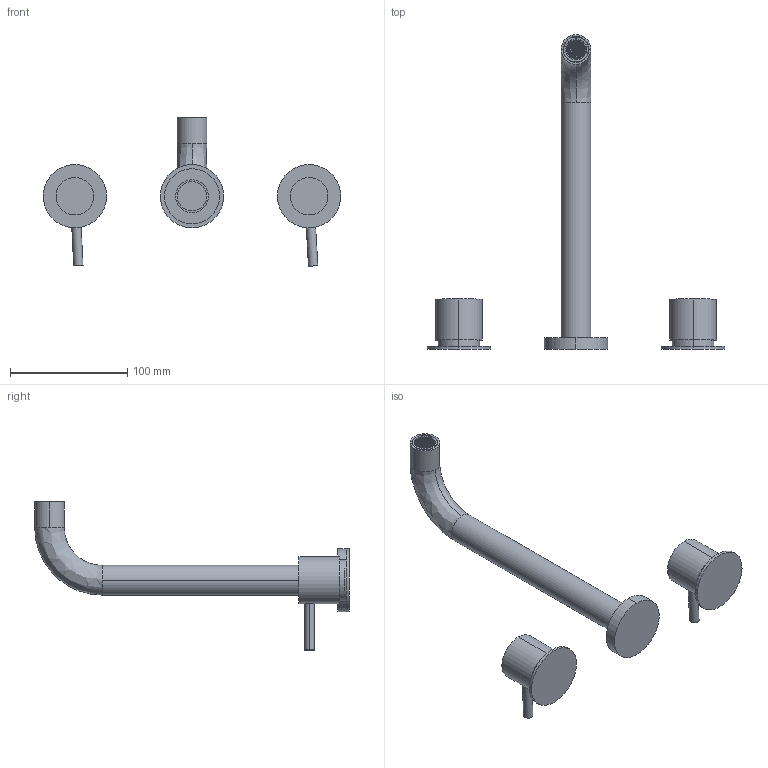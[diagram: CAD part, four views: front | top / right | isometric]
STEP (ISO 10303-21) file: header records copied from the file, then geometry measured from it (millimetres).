
FILE_DESCRIPTION (( 'STEP AP214' ), '1' );
FILE_NAME ('SUSSEX_SCALA_S25WSC250C_25_wall_set_curved_250mm_shell.STEP', '2018-10-08T21:41:59', ( 'khoa' ), ( '' ), 'SwSTEP 2.0', 'SolidWorks 2016', '' );
FILE_SCHEMA (( 'AUTOMOTIVE_DESIGN' ));
Length unit declared in the file: millimetre
Products named in the file (2): SUSSEX_SCALA_S25WSC250C_25_wall_set_curved_250mm_shell
Bounding box: 254 x 268.7 x 126.77 mm (x, y, z)
Volume: 150820.2 mm3; surface area: 90346.2 mm2
Topology: 6 solids, 7 shells, 1601 faces, 4078 edges, 2716 vertices
Faces by surface type: plane 1445, cylinder 120, cone 32, bspline 4
Entity records: 48248 total; most frequent: CARTESIAN_POINT 8631, ORIENTED_EDGE 8156, DIRECTION 7548, EDGE_CURVE 4078, VECTOR 3758, LINE 3758, VERTEX_POINT 2716, AXIS2_PLACEMENT_3D 1895
